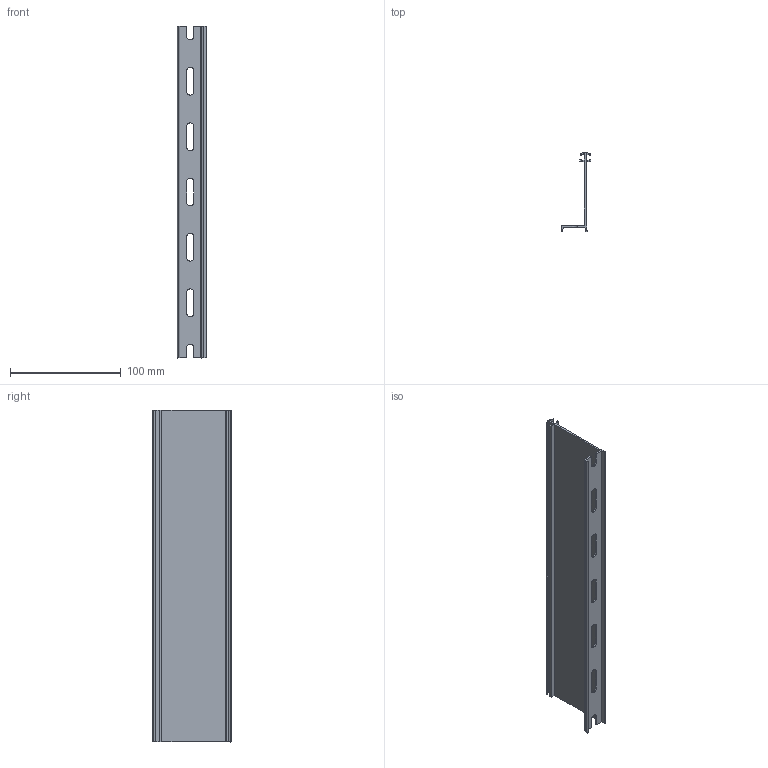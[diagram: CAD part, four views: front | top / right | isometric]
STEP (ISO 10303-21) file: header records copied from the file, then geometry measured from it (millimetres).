
FILE_DESCRIPTION (( 'STEP AP203' ), '1' );
FILE_NAME ('SEP-30E-1.STEP', '2020-09-28T14:14:36', ( '' ), ( '' ), 'SwSTEP 2.0', 'SolidWorks 2019', '' );
FILE_SCHEMA (( 'CONFIG_CONTROL_DESIGN' ));
Length unit declared in the file: inch
Products named in the file (1): SEP-30E-1
Bounding box: 26.45 x 71 x 300 mm (x, y, z)
Volume: 50159.7 mm3; surface area: 66370.3 mm2
Topology: 1 solids, 1 shells, 86 faces, 252 edges, 168 vertices
Faces by surface type: plane 45, bspline 24, cylinder 17
Entity records: 3361 total; most frequent: CARTESIAN_POINT 1107, ORIENTED_EDGE 504, DIRECTION 364, EDGE_CURVE 252, VECTOR 170, LINE 170, VERTEX_POINT 168, AXIS2_PLACEMENT_3D 97
